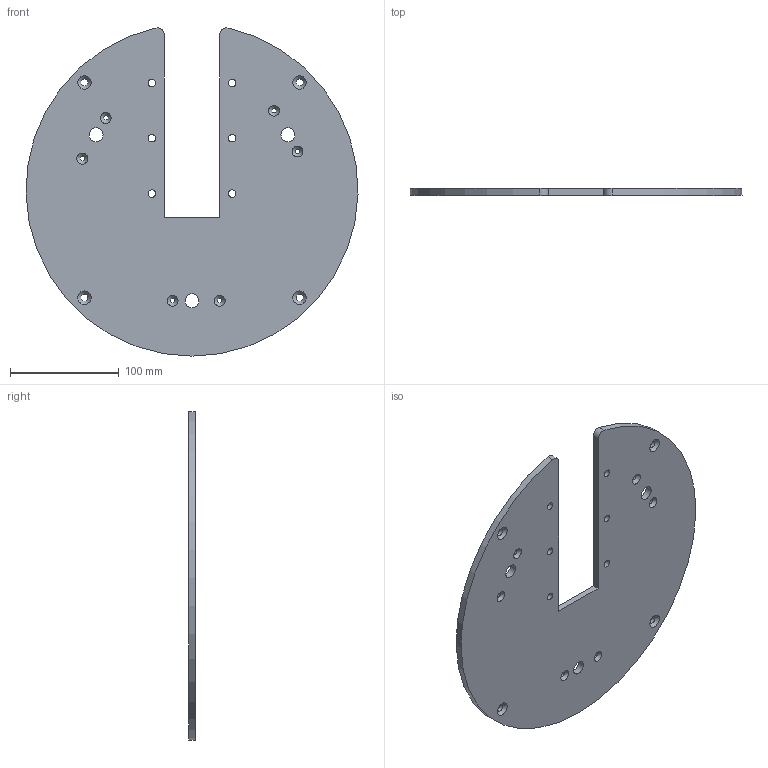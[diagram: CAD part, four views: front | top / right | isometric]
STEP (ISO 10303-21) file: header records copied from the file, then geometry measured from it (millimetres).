
FILE_DESCRIPTION(/* description */ (''),/* implementation_level */ '2;1');
FILE_NAME(/* name */ 'TOUCHPAD_ASSEMBLY_V3_ASM_ASM_2_ASM.stp',/* time_stamp */ '2017-01-08T14:39:02-05:00',/* author */ ('jeff1'),/* organization */ (''),/* preprocessor_version */ 'ST-DEVELOPER v16.5',/* originating_system */ 'Autodesk Inventor 2017',/* authorisation */ '');
FILE_SCHEMA (('AUTOMOTIVE_DESIGN { 1 0 10303 214 3 1 1 }'));
Length unit declared in the file: inch
Products named in the file (4): TOUCHPAD_ASSEMBLY_V3_ASM_ASM_2_ASM; TOUCHPAD_ASSEMBLY_V3_ASM_3_ASM__ASM; TOP_PLATE_ASM_ASM_2_ASM_2_ASM; TOP_PLATE_REV4_1_1
Assembly tree (3 placements, depth 4):
  TOUCHPAD_ASSEMBLY_V3_ASM_ASM_2_ASM
    TOUCHPAD_ASSEMBLY_V3_ASM_3_ASM__ASM
      TOP_PLATE_ASM_ASM_2_ASM_2_ASM
        TOP_PLATE_REV4_1_1
Bounding box: 304.71 x 6.35 x 301.3 mm (x, y, z)
Volume: 399876.1 mm3; surface area: 136940.9 mm2
Topology: 1 solids, 1 shells, 37 faces, 101 edges, 66 vertices
Faces by surface type: cylinder 22, cone 10, plane 5
Full cylindrical faces by diameter (mm): 4.305 x6, 6.756 x10, 12.7 x3
Entity records: 1191 total; most frequent: DIRECTION 208, CARTESIAN_POINT 170, ORIENTED_EDGE 132, EDGE_LOOP 104, AXIS2_PLACEMENT_3D 98, FACE_BOUND 67, EDGE_CURVE 66, VERTEX_POINT 60
